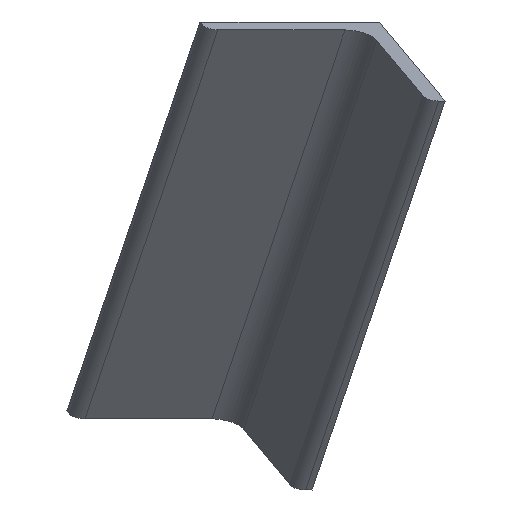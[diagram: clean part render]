
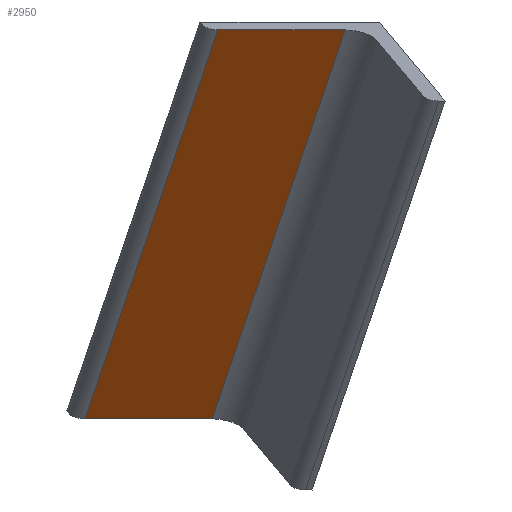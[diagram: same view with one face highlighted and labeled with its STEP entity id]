
A CAD part, top view. The second image highlights one B-rep face of the part: STEP entity #2950.
In plain terms, the highlighted face is planar.
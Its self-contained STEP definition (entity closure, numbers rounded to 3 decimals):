
#610=CARTESIAN_POINT('',(7.,16.,26.1));
#620=VERTEX_POINT('',#610);
#650=CARTESIAN_POINT('',(7.,65.5,26.1));
#660=DIRECTION('',(0.,-1.,0.));
#670=VECTOR('',#660,1.);
#680=LINE('',#650,#670);
#690=CARTESIAN_POINT('',(7.,65.5,26.1));
#700=VERTEX_POINT('',#690);
#710=EDGE_CURVE('',#700,#620,#680,.T.);
#2030=CARTESIAN_POINT('',(7.,65.5,227.1));
#2040=VERTEX_POINT('',#2030);
#2090=CARTESIAN_POINT('',(7.,65.5,227.1));
#2100=DIRECTION('',(0.,-1.,0.));
#2110=VECTOR('',#2100,1.);
#2120=LINE('',#2090,#2110);
#2130=CARTESIAN_POINT('',(7.,16.,227.1));
#2140=VERTEX_POINT('',#2130);
#2150=EDGE_CURVE('',#2040,#2140,#2120,.T.);
#2670=CARTESIAN_POINT('',(7.,65.5,227.1));
#2680=DIRECTION('',(0.,0.,-1.));
#2690=VECTOR('',#2680,1.);
#2700=LINE('',#2670,#2690);
#2710=EDGE_CURVE('',#2040,#700,#2700,.T.);
#2790=CARTESIAN_POINT('',(7.,7.,0.));
#2800=DIRECTION('',(1.,0.,0.));
#2810=DIRECTION('',(0.,1.,0.));
#2820=AXIS2_PLACEMENT_3D('',#2790,#2800,#2810);
#2830=PLANE('',#2820);
#2840=CARTESIAN_POINT('',(7.,16.,26.1));
#2850=DIRECTION('',(0.,0.,1.));
#2860=VECTOR('',#2850,1.);
#2870=LINE('',#2840,#2860);
#2880=EDGE_CURVE('',#620,#2140,#2870,.T.);
#2890=ORIENTED_EDGE('',*,*,#2880,.F.);
#2900=ORIENTED_EDGE('',*,*,#2150,.T.);
#2910=ORIENTED_EDGE('',*,*,#2710,.F.);
#2920=ORIENTED_EDGE('',*,*,#710,.F.);
#2930=EDGE_LOOP('',(#2920,#2910,#2900,#2890));
#2940=FACE_OUTER_BOUND('',#2930,.T.);
#2950=ADVANCED_FACE('',(#2940),#2830,.T.);
